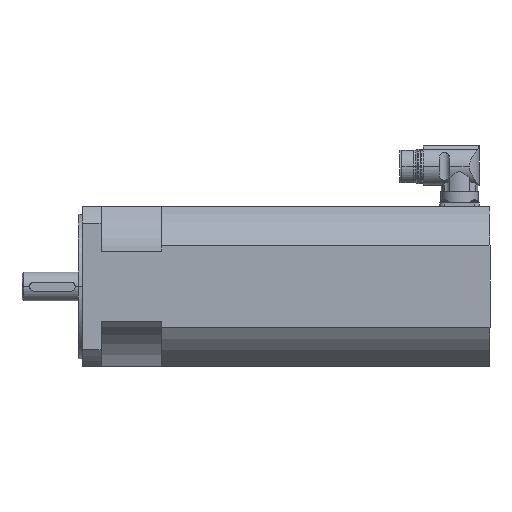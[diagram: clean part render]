
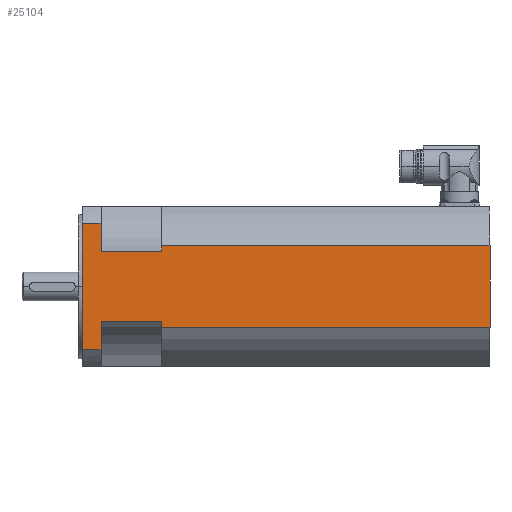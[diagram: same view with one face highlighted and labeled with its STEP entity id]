
A CAD part, front view. The second image highlights one B-rep face of the part: STEP entity #25104.
In plain terms, the highlighted planar face has unit normal (0, -1, 0).
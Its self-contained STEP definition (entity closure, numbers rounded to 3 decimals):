
#24187=CARTESIAN_POINT('',(740.264,459.604,41.626));
#24188=VERTEX_POINT('',#24187);
#24238=CARTESIAN_POINT('',(740.264,459.604,-41.626));
#24239=VERTEX_POINT('',#24238);
#24247=CARTESIAN_POINT('',(740.264,459.604,41.626));
#24248=DIRECTION('',(0.0,0.0,-1.0));
#24249=VECTOR('',#24248,83.253);
#24250=LINE('',#24247,#24249);
#24251=EDGE_CURVE('',#24188,#24239,#24250,.T.);
#24415=CARTESIAN_POINT('',(752.264,459.604,-41.626));
#24416=VERTEX_POINT('',#24415);
#24432=CARTESIAN_POINT('',(752.264,459.604,-23.167));
#24433=VERTEX_POINT('',#24432);
#24441=CARTESIAN_POINT('',(752.264,459.604,-41.626));
#24442=DIRECTION('',(0.0,0.0,1.0));
#24443=VECTOR('',#24442,18.459);
#24444=LINE('',#24441,#24443);
#24445=EDGE_CURVE('',#24416,#24433,#24444,.T.);
#24507=CARTESIAN_POINT('',(752.264,459.604,41.626));
#24508=VERTEX_POINT('',#24507);
#24518=CARTESIAN_POINT('',(752.264,459.604,23.167));
#24519=VERTEX_POINT('',#24518);
#24520=CARTESIAN_POINT('',(752.264,459.604,23.167));
#24521=DIRECTION('',(0.0,0.0,1.0));
#24522=VECTOR('',#24521,18.459);
#24523=LINE('',#24520,#24522);
#24524=EDGE_CURVE('',#24519,#24508,#24523,.T.);
#24999=CARTESIAN_POINT('',(752.264,459.604,-41.626));
#25000=DIRECTION('',(-1.0,0.,0.0));
#25001=VECTOR('',#25000,12.);
#25002=LINE('',#24999,#25001);
#25003=EDGE_CURVE('',#24416,#24239,#25002,.T.);
#25021=CARTESIAN_POINT('',(740.264,459.604,41.626));
#25022=DIRECTION('',(1.0,0.,0.0));
#25023=VECTOR('',#25022,12.);
#25024=LINE('',#25021,#25023);
#25025=EDGE_CURVE('',#24188,#24508,#25024,.T.);
#25038=CARTESIAN_POINT('',(740.264,459.604,-52.5));
#25039=DIRECTION('',(0.,-1.0,0.));
#25040=DIRECTION('',(0.0,0.0,-1.0));
#25041=AXIS2_PLACEMENT_3D('',#25038,#25039,#25040);
#25042=PLANE('',#25041);
#25043=ORIENTED_EDGE('',*,*,#25025,.F.);
#25044=ORIENTED_EDGE('',*,*,#24251,.T.);
#25045=ORIENTED_EDGE('',*,*,#25003,.F.);
#25046=ORIENTED_EDGE('',*,*,#24445,.T.);
#25047=CARTESIAN_POINT('',(792.264,459.604,-23.167));
#25048=VERTEX_POINT('',#25047);
#25049=CARTESIAN_POINT('',(752.264,459.604,-23.167));
#25050=DIRECTION('',(1.0,0.,0.));
#25051=VECTOR('',#25050,40.);
#25052=LINE('',#25049,#25051);
#25053=EDGE_CURVE('',#24433,#25048,#25052,.T.);
#25054=ORIENTED_EDGE('',*,*,#25053,.T.);
#25055=CARTESIAN_POINT('',(792.264,459.604,-26.921));
#25056=VERTEX_POINT('',#25055);
#25057=CARTESIAN_POINT('',(792.264,459.604,-23.167));
#25058=DIRECTION('',(0.,0.,-1.0));
#25059=VECTOR('',#25058,3.754);
#25060=LINE('',#25057,#25059);
#25061=EDGE_CURVE('',#25048,#25056,#25060,.T.);
#25062=ORIENTED_EDGE('',*,*,#25061,.T.);
#25063=CARTESIAN_POINT('',(1008.264,459.604,-26.921));
#25064=VERTEX_POINT('',#25063);
#25065=CARTESIAN_POINT('',(792.264,459.604,-26.921));
#25066=DIRECTION('',(1.0,0.,0.));
#25067=VECTOR('',#25066,216.);
#25068=LINE('',#25065,#25067);
#25069=EDGE_CURVE('',#25056,#25064,#25068,.T.);
#25070=ORIENTED_EDGE('',*,*,#25069,.T.);
#25071=CARTESIAN_POINT('',(1008.264,459.604,26.921));
#25072=VERTEX_POINT('',#25071);
#25073=CARTESIAN_POINT('',(1008.264,459.604,-26.921));
#25074=DIRECTION('',(0.0,0.0,1.0));
#25075=VECTOR('',#25074,53.842);
#25076=LINE('',#25073,#25075);
#25077=EDGE_CURVE('',#25064,#25072,#25076,.T.);
#25078=ORIENTED_EDGE('',*,*,#25077,.T.);
#25079=CARTESIAN_POINT('',(792.264,459.604,26.921));
#25080=VERTEX_POINT('',#25079);
#25081=CARTESIAN_POINT('',(1008.264,459.604,26.921));
#25082=DIRECTION('',(-1.0,0.,0.));
#25083=VECTOR('',#25082,216.);
#25084=LINE('',#25081,#25083);
#25085=EDGE_CURVE('',#25072,#25080,#25084,.T.);
#25086=ORIENTED_EDGE('',*,*,#25085,.T.);
#25087=CARTESIAN_POINT('',(792.264,459.604,23.167));
#25088=VERTEX_POINT('',#25087);
#25089=CARTESIAN_POINT('',(792.264,459.604,26.921));
#25090=DIRECTION('',(0.0,0.,-1.0));
#25091=VECTOR('',#25090,3.754);
#25092=LINE('',#25089,#25091);
#25093=EDGE_CURVE('',#25080,#25088,#25092,.T.);
#25094=ORIENTED_EDGE('',*,*,#25093,.T.);
#25095=CARTESIAN_POINT('',(792.264,459.604,23.167));
#25096=DIRECTION('',(-1.0,0.,0.));
#25097=VECTOR('',#25096,40.);
#25098=LINE('',#25095,#25097);
#25099=EDGE_CURVE('',#25088,#24519,#25098,.T.);
#25100=ORIENTED_EDGE('',*,*,#25099,.T.);
#25101=ORIENTED_EDGE('',*,*,#24524,.T.);
#25102=EDGE_LOOP('',(#25043,#25044,#25045,#25046,#25054,#25062,#25070,#25078,#25086,#25094,#25100,#25101));
#25103=FACE_OUTER_BOUND('',#25102,.T.);
#25104=ADVANCED_FACE('',(#25103),#25042,.T.);
